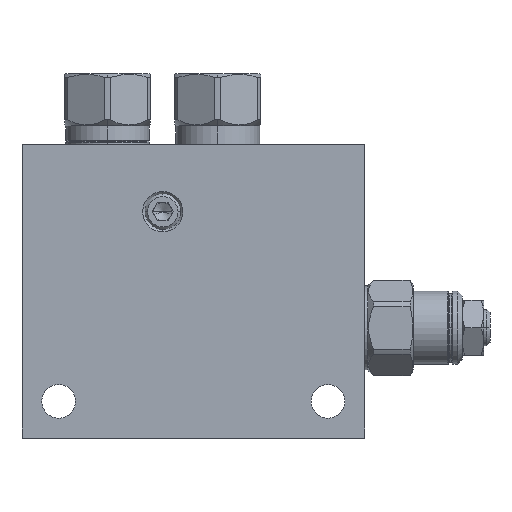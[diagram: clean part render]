
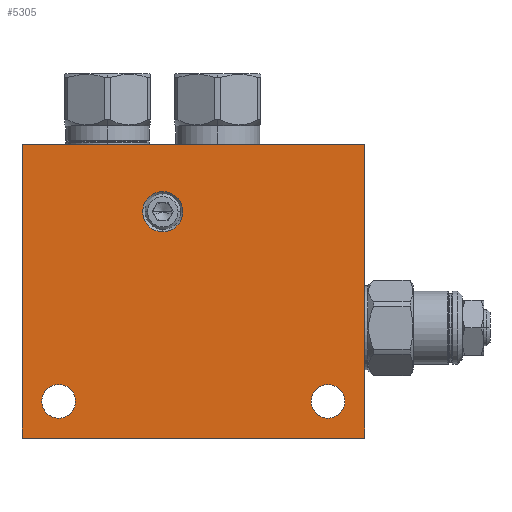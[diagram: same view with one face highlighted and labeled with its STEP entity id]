
A CAD part, front view. The second image highlights one B-rep face of the part: STEP entity #5305.
In plain terms, the highlighted planar face has unit normal (0, -1, 0).
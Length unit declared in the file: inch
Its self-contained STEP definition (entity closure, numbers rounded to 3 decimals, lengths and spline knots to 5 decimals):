
#5=DIRECTION('',(1.,0.,0.));
#6=VECTOR('',#5,3.5);
#7=CARTESIAN_POINT('',(0.,-3.,0.));
#8=LINE('',#7,#6);
#85=DIRECTION('',(0.,0.,1.));
#86=VECTOR('',#85,3.);
#87=CARTESIAN_POINT('',(3.5,-3.,0.));
#88=LINE('',#87,#86);
#129=DIRECTION('',(0.,0.,1.));
#130=VECTOR('',#129,3.);
#131=CARTESIAN_POINT('',(0.,-3.,0.));
#132=LINE('',#131,#130);
#133=CARTESIAN_POINT('',(3.125,-3.,0.375));
#134=DIRECTION('',(0.,1.,0.));
#135=DIRECTION('',(0.,0.,-1.));
#136=AXIS2_PLACEMENT_3D('',#133,#134,#135);
#138=CARTESIAN_POINT('',(3.125,-3.,0.375));
#139=DIRECTION('',(0.,1.,0.));
#140=DIRECTION('',(0.,0.,1.));
#141=AXIS2_PLACEMENT_3D('',#138,#139,#140);
#143=CARTESIAN_POINT('',(0.375,-3.,0.375));
#144=DIRECTION('',(0.,1.,0.));
#145=DIRECTION('',(0.,0.,-1.));
#146=AXIS2_PLACEMENT_3D('',#143,#144,#145);
#148=CARTESIAN_POINT('',(0.375,-3.,0.375));
#149=DIRECTION('',(0.,1.,0.));
#150=DIRECTION('',(0.,0.,1.));
#151=AXIS2_PLACEMENT_3D('',#148,#149,#150);
#153=CARTESIAN_POINT('',(1.438,-3.,2.312));
#154=DIRECTION('',(0.,1.,0.));
#155=DIRECTION('',(0.,0.,-1.));
#156=AXIS2_PLACEMENT_3D('',#153,#154,#155);
#158=CARTESIAN_POINT('',(1.438,-3.,2.312));
#159=DIRECTION('',(0.,1.,0.));
#160=DIRECTION('',(0.,0.,1.));
#161=AXIS2_PLACEMENT_3D('',#158,#159,#160);
#175=DIRECTION('',(1.,0.,0.));
#176=VECTOR('',#175,3.5);
#177=CARTESIAN_POINT('',(0.,-3.,3.));
#178=LINE('',#177,#176);
#4541=CARTESIAN_POINT('',(0.,-3.,0.));
#4543=VERTEX_POINT('',#4541);
#4544=CARTESIAN_POINT('',(3.5,-3.,0.));
#4545=VERTEX_POINT('',#4544);
#4549=CARTESIAN_POINT('',(0.,-3.,3.));
#4551=VERTEX_POINT('',#4549);
#4552=CARTESIAN_POINT('',(3.5,-3.,3.));
#4553=VERTEX_POINT('',#4552);
#5063=CARTESIAN_POINT('',(3.125,-3.,0.203));
#5064=CARTESIAN_POINT('',(3.125,-3.,0.547));
#5065=VERTEX_POINT('',#5063);
#5066=VERTEX_POINT('',#5064);
#5075=CARTESIAN_POINT('',(0.375,-3.,0.203));
#5076=CARTESIAN_POINT('',(0.375,-3.,0.547));
#5077=VERTEX_POINT('',#5075);
#5078=VERTEX_POINT('',#5076);
#5105=CARTESIAN_POINT('',(1.438,-3.,2.517));
#5106=VERTEX_POINT('',#5105);
#5109=CARTESIAN_POINT('',(1.438,-3.,2.107));
#5110=VERTEX_POINT('',#5109);
#5275=CARTESIAN_POINT('',(0.,-3.,0.));
#5276=DIRECTION('',(0.,-1.,0.));
#5277=DIRECTION('',(1.,0.,0.));
#5278=AXIS2_PLACEMENT_3D('',#5275,#5276,#5277);
#5279=PLANE('',#5278);
#5280=ORIENTED_EDGE('',*,*,#5163,.F.);
#5281=ORIENTED_EDGE('',*,*,#5188,.T.);
#5283=ORIENTED_EDGE('',*,*,#5282,.T.);
#5284=ORIENTED_EDGE('',*,*,#5243,.F.);
#5285=EDGE_LOOP('',(#5280,#5281,#5283,#5284));
#5286=FACE_OUTER_BOUND('',#5285,.F.);
#5288=ORIENTED_EDGE('',*,*,#5287,.F.);
#5290=ORIENTED_EDGE('',*,*,#5289,.F.);
#5291=EDGE_LOOP('',(#5288,#5290));
#5292=FACE_BOUND('',#5291,.F.);
#5294=ORIENTED_EDGE('',*,*,#5293,.F.);
#5296=ORIENTED_EDGE('',*,*,#5295,.F.);
#5297=EDGE_LOOP('',(#5294,#5296));
#5298=FACE_BOUND('',#5297,.F.);
#5300=ORIENTED_EDGE('',*,*,#5299,.F.);
#5302=ORIENTED_EDGE('',*,*,#5301,.F.);
#5303=EDGE_LOOP('',(#5300,#5302));
#5304=FACE_BOUND('',#5303,.F.);
#5305=ADVANCED_FACE('',(#5286,#5292,#5298,#5304),#5279,.T.);
#137=CIRCLE('',#136,0.172);
#142=CIRCLE('',#141,0.172);
#147=CIRCLE('',#146,0.172);
#152=CIRCLE('',#151,0.172);
#157=CIRCLE('',#156,0.205);
#162=CIRCLE('',#161,0.205);
#5163=EDGE_CURVE('',#4543,#4545,#8,.T.);
#5188=EDGE_CURVE('',#4543,#4551,#132,.T.);
#5243=EDGE_CURVE('',#4545,#4553,#88,.T.);
#5282=EDGE_CURVE('',#4551,#4553,#178,.T.);
#5287=EDGE_CURVE('',#5065,#5066,#137,.T.);
#5289=EDGE_CURVE('',#5066,#5065,#142,.T.);
#5293=EDGE_CURVE('',#5077,#5078,#147,.T.);
#5295=EDGE_CURVE('',#5078,#5077,#152,.T.);
#5299=EDGE_CURVE('',#5110,#5106,#157,.T.);
#5301=EDGE_CURVE('',#5106,#5110,#162,.T.);
